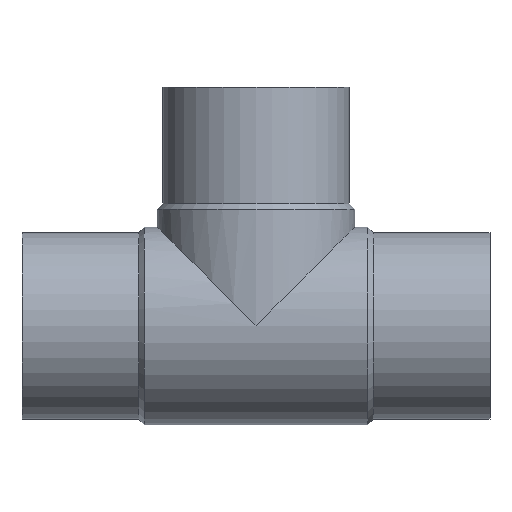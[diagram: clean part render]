
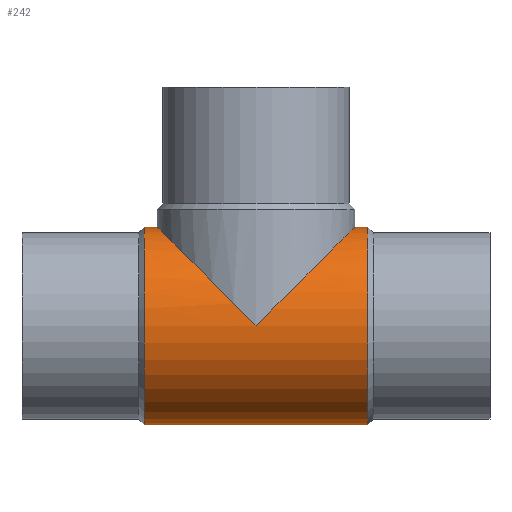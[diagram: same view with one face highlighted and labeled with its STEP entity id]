
A CAD part, top view. The second image highlights one B-rep face of the part: STEP entity #242.
In plain terms, the highlighted cylindrical face has radius 84.75 mm (diameter 169.5 mm), a partial arc.
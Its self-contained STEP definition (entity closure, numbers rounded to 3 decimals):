
#206 = VERTEX_POINT( '', #456 );
#214 = EDGE_CURVE( '', #206, #240, #466, .T. );
#236 = VERTEX_POINT( '', #492 );
#240 = VERTEX_POINT( '', #496 );
#242 = ADVANCED_FACE( '', ( #498 ), #499, .T. );
#250 = EDGE_CURVE( '', #328, #236, #509, .T. );
#254 = VERTEX_POINT( '', #513 );
#270 = EDGE_CURVE( '', #206, #254, #531, .T. );
#300 = EDGE_CURVE( '', #236, #314, #564, .T. );
#308 = EDGE_CURVE( '', #254, #356, #573, .T. );
#314 = VERTEX_POINT( '', #580 );
#316 = EDGE_CURVE( '', #314, #240, #582, .T. );
#328 = VERTEX_POINT( '', #594 );
#334 = EDGE_CURVE( '', #356, #328, #601, .T. );
#356 = VERTEX_POINT( '', #623 );
#456 = CARTESIAN_POINT( '', ( -296.25, -84.75, 0. ) );
#466 = CIRCLE( '', #752, 84.75 );
#492 = CARTESIAN_POINT( '', ( -200.5, 0., 84.75 ) );
#496 = CARTESIAN_POINT( '', ( -296.25, 84.75, 0. ) );
#498 = FACE_OUTER_BOUND( '', #791, .T. );
#499 = CYLINDRICAL_SURFACE( '', #792, 84.75 );
#509 = ELLIPSE( '', #804, 119.855, 84.75 );
#513 = CARTESIAN_POINT( '', ( -104.75, -84.75, 0. ) );
#531 = LINE( '', #831, #832 );
#564 = ELLIPSE( '', #874, 119.855, 84.75 );
#573 = CIRCLE( '', #886, 84.75 );
#580 = CARTESIAN_POINT( '', ( -285.25, 84.75, 0. ) );
#582 = LINE( '', #896, #897 );
#594 = CARTESIAN_POINT( '', ( -115.75, 84.75, 0. ) );
#601 = LINE( '', #921, #922 );
#623 = CARTESIAN_POINT( '', ( -104.75, 84.75, 0. ) );
#752 = AXIS2_PLACEMENT_3D( '', #1101, #1102, #1103 );
#791 = EDGE_LOOP( '', ( #1150, #1151, #1152, #1153, #1154, #1155, #1156 ) );
#792 = AXIS2_PLACEMENT_3D( '', #1157, #1158, #1159 );
#804 = AXIS2_PLACEMENT_3D( '', #1171, #1172, #1173 );
#831 = CARTESIAN_POINT( '', ( -200.5, -84.75, 0. ) );
#832 = VECTOR( '', #1189, 1. );
#874 = AXIS2_PLACEMENT_3D( '', #1222, #1223, #1224 );
#886 = AXIS2_PLACEMENT_3D( '', #1239, #1240, #1241 );
#896 = CARTESIAN_POINT( '', ( -200.5, 84.75, 0. ) );
#897 = VECTOR( '', #1250, 1. );
#921 = CARTESIAN_POINT( '', ( -200.5, 84.75, 0. ) );
#922 = VECTOR( '', #1267, 1. );
#1101 = CARTESIAN_POINT( '', ( -296.25, 0., 0. ) );
#1102 = DIRECTION( '', ( -1., 0., 0. ) );
#1103 = DIRECTION( '', ( 0., 1., 0. ) );
#1150 = ORIENTED_EDGE( '', *, *, #334, .T. );
#1151 = ORIENTED_EDGE( '', *, *, #250, .T. );
#1152 = ORIENTED_EDGE( '', *, *, #300, .T. );
#1153 = ORIENTED_EDGE( '', *, *, #316, .T. );
#1154 = ORIENTED_EDGE( '', *, *, #214, .F. );
#1155 = ORIENTED_EDGE( '', *, *, #270, .T. );
#1156 = ORIENTED_EDGE( '', *, *, #308, .T. );
#1157 = CARTESIAN_POINT( '', ( -200.5, 0., 0. ) );
#1158 = DIRECTION( '', ( 1., 0., 0. ) );
#1159 = DIRECTION( '', ( 0., 1., 0. ) );
#1171 = CARTESIAN_POINT( '', ( -200.5, 0., 0. ) );
#1172 = DIRECTION( '', ( 0.707, -0.707, 0. ) );
#1173 = DIRECTION( '', ( 0.707, 0.707, 0. ) );
#1189 = DIRECTION( '', ( 1., 0., 0. ) );
#1222 = CARTESIAN_POINT( '', ( -200.5, 0., 0. ) );
#1223 = DIRECTION( '', ( -0.707, -0.707, 0. ) );
#1224 = DIRECTION( '', ( 0.707, -0.707, 0. ) );
#1239 = CARTESIAN_POINT( '', ( -104.75, 0., 0. ) );
#1240 = DIRECTION( '', ( -1., 0., 0. ) );
#1241 = DIRECTION( '', ( 0., 1., 0. ) );
#1250 = DIRECTION( '', ( -1., 0., 0. ) );
#1267 = DIRECTION( '', ( -1., 0., 0. ) );
